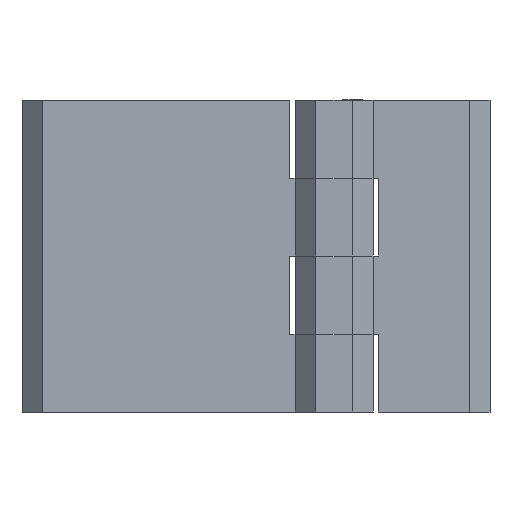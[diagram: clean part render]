
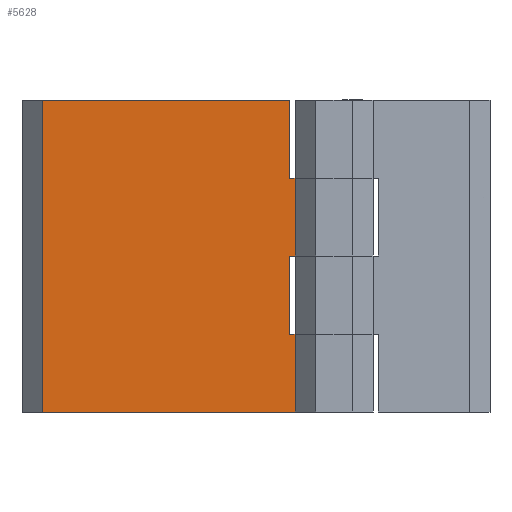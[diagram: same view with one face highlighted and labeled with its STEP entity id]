
A CAD part, front view. The second image highlights one B-rep face of the part: STEP entity #5628.
In plain terms, the highlighted free-form (B-spline) face has degree [1, 1] with [2, 2] control points.
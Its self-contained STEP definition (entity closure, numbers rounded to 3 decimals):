
#4920=CARTESIAN_POINT('',(-8.5,0.5,15.));
#4921=VERTEX_POINT('',#4920);
#4929=CARTESIAN_POINT('',(-7.5,0.5,15.));
#4930=VERTEX_POINT('',#4929);
#4931=CARTESIAN_POINT('',(-7.5,0.5,15.));
#4932=CARTESIAN_POINT('',(-8.5,0.5,15.));
#4933=QUASI_UNIFORM_CURVE('',1,(#4931,#4932),.UNSPECIFIED.,.F.,.U.);
#4934=EDGE_CURVE('',#4930,#4921,#4933,.T.);
#5050=CARTESIAN_POINT('',(-7.5,0.5,30.0));
#5051=VERTEX_POINT('',#5050);
#5057=CARTESIAN_POINT('',(-8.5,0.5,30.0));
#5058=VERTEX_POINT('',#5057);
#5059=CARTESIAN_POINT('',(-8.5,0.5,30.0));
#5060=CARTESIAN_POINT('',(-7.5,0.5,30.0));
#5061=QUASI_UNIFORM_CURVE('',1,(#5059,#5060),.UNSPECIFIED.,.F.,.U.);
#5062=EDGE_CURVE('',#5058,#5051,#5061,.T.);
#5090=CARTESIAN_POINT('',(-8.5,0.5,45.));
#5091=VERTEX_POINT('',#5090);
#5099=CARTESIAN_POINT('',(-7.5,0.5,45.));
#5100=VERTEX_POINT('',#5099);
#5101=CARTESIAN_POINT('',(-7.5,0.5,45.));
#5102=CARTESIAN_POINT('',(-8.5,0.5,45.));
#5103=QUASI_UNIFORM_CURVE('',1,(#5101,#5102),.UNSPECIFIED.,.F.,.U.);
#5104=EDGE_CURVE('',#5100,#5091,#5103,.T.);
#5177=CARTESIAN_POINT('',(-7.5,0.5,0.0));
#5178=VERTEX_POINT('',#5177);
#5184=CARTESIAN_POINT('',(-56.0,0.5,0.0));
#5185=VERTEX_POINT('',#5184);
#5186=CARTESIAN_POINT('',(-7.5,0.5,0.0));
#5187=CARTESIAN_POINT('',(-56.0,0.5,0.0));
#5188=QUASI_UNIFORM_CURVE('',1,(#5186,#5187),.UNSPECIFIED.,.F.,.U.);
#5189=EDGE_CURVE('',#5178,#5185,#5188,.T.);
#5289=CARTESIAN_POINT('',(-8.5,0.5,60.0));
#5290=VERTEX_POINT('',#5289);
#5296=CARTESIAN_POINT('',(-8.5,0.5,45.));
#5297=CARTESIAN_POINT('',(-8.5,0.5,60.0));
#5298=QUASI_UNIFORM_CURVE('',1,(#5296,#5297),.UNSPECIFIED.,.F.,.U.);
#5299=EDGE_CURVE('',#5091,#5290,#5298,.T.);
#5308=CARTESIAN_POINT('',(-8.5,0.5,15.));
#5309=CARTESIAN_POINT('',(-8.5,0.5,30.0));
#5310=QUASI_UNIFORM_CURVE('',1,(#5308,#5309),.UNSPECIFIED.,.F.,.U.);
#5311=EDGE_CURVE('',#4921,#5058,#5310,.T.);
#5356=CARTESIAN_POINT('',(-56.0,0.5,60.0));
#5357=VERTEX_POINT('',#5356);
#5358=CARTESIAN_POINT('',(-56.0,0.5,60.0));
#5359=CARTESIAN_POINT('',(-56.0,0.5,0.0));
#5360=QUASI_UNIFORM_CURVE('',1,(#5358,#5359),.UNSPECIFIED.,.F.,.U.);
#5361=EDGE_CURVE('',#5357,#5185,#5360,.T.);
#5377=CARTESIAN_POINT('',(-8.5,0.5,60.0));
#5378=CARTESIAN_POINT('',(-56.0,0.5,60.0));
#5379=QUASI_UNIFORM_CURVE('',1,(#5377,#5378),.UNSPECIFIED.,.F.,.U.);
#5380=EDGE_CURVE('',#5290,#5357,#5379,.T.);
#5603=CARTESIAN_POINT('',(-58.423,0.5,62.997));
#5604=CARTESIAN_POINT('',(-58.423,0.5,-2.997));
#5605=CARTESIAN_POINT('',(-5.077,0.5,62.997));
#5606=CARTESIAN_POINT('',(-5.077,0.5,-2.997));
#5607=B_SPLINE_SURFACE_WITH_KNOTS('',1,1,((#5603,#5605),(#5604,#5606)),.UNSPECIFIED.,.F.,.F.,.U.,(2,2),(2,2),(0.0,65.994),(0.0,53.345),.UNSPECIFIED.);
#5608=ORIENTED_EDGE('',*,*,#5104,.T.);
#5609=ORIENTED_EDGE('',*,*,#5299,.T.);
#5610=ORIENTED_EDGE('',*,*,#5380,.T.);
#5611=ORIENTED_EDGE('',*,*,#5361,.T.);
#5612=ORIENTED_EDGE('',*,*,#5189,.F.);
#5613=CARTESIAN_POINT('',(-7.5,0.5,15.));
#5614=CARTESIAN_POINT('',(-7.5,0.5,0.0));
#5615=QUASI_UNIFORM_CURVE('',1,(#5613,#5614),.UNSPECIFIED.,.F.,.U.);
#5616=EDGE_CURVE('',#4930,#5178,#5615,.T.);
#5617=ORIENTED_EDGE('',*,*,#5616,.F.);
#5618=ORIENTED_EDGE('',*,*,#4934,.T.);
#5619=ORIENTED_EDGE('',*,*,#5311,.T.);
#5620=ORIENTED_EDGE('',*,*,#5062,.T.);
#5621=CARTESIAN_POINT('',(-7.5,0.5,45.));
#5622=CARTESIAN_POINT('',(-7.5,0.5,30.0));
#5623=QUASI_UNIFORM_CURVE('',1,(#5621,#5622),.UNSPECIFIED.,.F.,.U.);
#5624=EDGE_CURVE('',#5100,#5051,#5623,.T.);
#5625=ORIENTED_EDGE('',*,*,#5624,.F.);
#5626=EDGE_LOOP('',(#5608,#5609,#5610,#5611,#5612,#5617,#5618,#5619,#5620,#5625));
#5627=FACE_OUTER_BOUND('',#5626,.T.);
#5628=ADVANCED_FACE('',(#5627),#5607,.T.);
